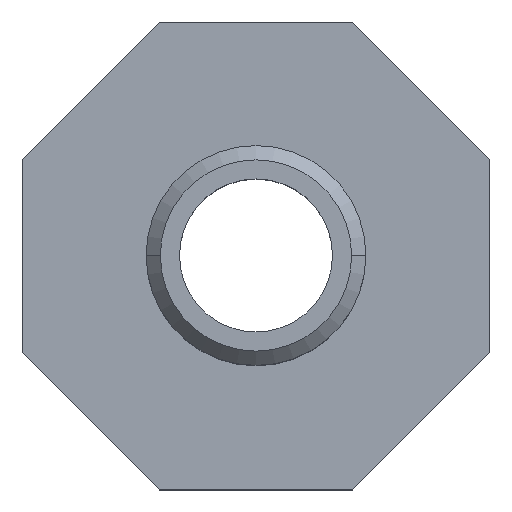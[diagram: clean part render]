
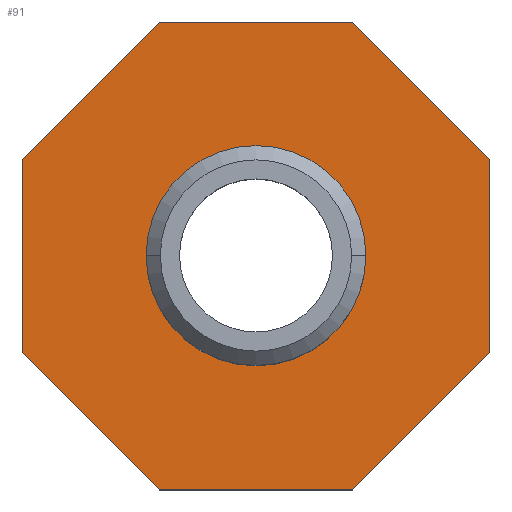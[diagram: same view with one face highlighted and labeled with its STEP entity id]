
A CAD part, top view. The second image highlights one B-rep face of the part: STEP entity #91.
In plain terms, the highlighted planar face has unit normal (0, 0, 1).
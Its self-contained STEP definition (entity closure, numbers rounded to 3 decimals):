
#91=ADVANCED_FACE('',(#180,#181),#182,.T.);
#180=FACE_BOUND('',#264,.T.);
#181=FACE_OUTER_BOUND('',#265,.T.);
#182=PLANE('',#266);
#264=EDGE_LOOP('',(#451,#452));
#265=EDGE_LOOP('',(#453,#454,#455,#456,#457,#458,#459,#460));
#266=AXIS2_PLACEMENT_3D('',#461,#462,#463);
#451=ORIENTED_EDGE('',*,*,#520,.T.);
#452=ORIENTED_EDGE('',*,*,#488,.T.);
#453=ORIENTED_EDGE('',*,*,#532,.F.);
#454=ORIENTED_EDGE('',*,*,#554,.F.);
#455=ORIENTED_EDGE('',*,*,#551,.F.);
#456=ORIENTED_EDGE('',*,*,#548,.F.);
#457=ORIENTED_EDGE('',*,*,#545,.F.);
#458=ORIENTED_EDGE('',*,*,#542,.F.);
#459=ORIENTED_EDGE('',*,*,#539,.F.);
#460=ORIENTED_EDGE('',*,*,#536,.F.);
#461=CARTESIAN_POINT('',(0.,0.,20.6));
#462=DIRECTION('',(0.0,0.0,1.0));
#463=DIRECTION('',(1.0,0.0,0.0));
#488=EDGE_CURVE('',#573,#570,#574,.T.);
#520=EDGE_CURVE('',#570,#573,#617,.T.);
#532=EDGE_CURVE('',#637,#638,#639,.T.);
#536=EDGE_CURVE('',#638,#643,#644,.T.);
#539=EDGE_CURVE('',#643,#647,#648,.T.);
#542=EDGE_CURVE('',#647,#651,#652,.T.);
#545=EDGE_CURVE('',#651,#655,#656,.T.);
#548=EDGE_CURVE('',#655,#659,#660,.T.);
#551=EDGE_CURVE('',#659,#663,#664,.T.);
#554=EDGE_CURVE('',#663,#637,#667,.T.);
#570=VERTEX_POINT('',#685);
#573=VERTEX_POINT('',#689);
#574=CIRCLE('',#690,6.58);
#617=CIRCLE('',#742,6.58);
#637=VERTEX_POINT('',#770);
#638=VERTEX_POINT('',#771);
#639=LINE('',#772,#773);
#643=VERTEX_POINT('',#779);
#644=LINE('',#780,#781);
#647=VERTEX_POINT('',#785);
#648=LINE('',#786,#787);
#651=VERTEX_POINT('',#791);
#652=LINE('',#792,#793);
#655=VERTEX_POINT('',#797);
#656=LINE('',#798,#799);
#659=VERTEX_POINT('',#803);
#660=LINE('',#804,#805);
#663=VERTEX_POINT('',#809);
#664=LINE('',#810,#811);
#667=LINE('',#815,#816);
#685=CARTESIAN_POINT('',(-6.58,0.0,20.6));
#689=CARTESIAN_POINT('',(6.58,0.,20.6));
#690=AXIS2_PLACEMENT_3D('',#831,#832,#833);
#742=AXIS2_PLACEMENT_3D('',#879,#880,#881);
#770=CARTESIAN_POINT('',(14.0,-5.799,20.6));
#771=CARTESIAN_POINT('',(5.799,-14.0,20.6));
#772=CARTESIAN_POINT('',(5.799,-14.0,20.6));
#773=VECTOR('',#893,1.0);
#779=CARTESIAN_POINT('',(-5.799,-14.0,20.6));
#780=CARTESIAN_POINT('',(-5.799,-14.0,20.6));
#781=VECTOR('',#896,1.0);
#785=CARTESIAN_POINT('',(-14.0,-5.799,20.6));
#786=CARTESIAN_POINT('',(-14.0,-5.799,20.6));
#787=VECTOR('',#898,1.0);
#791=CARTESIAN_POINT('',(-14.0,5.799,20.6));
#792=CARTESIAN_POINT('',(-14.0,5.799,20.6));
#793=VECTOR('',#900,1.0);
#797=CARTESIAN_POINT('',(-5.799,14.0,20.6));
#798=CARTESIAN_POINT('',(-5.799,14.0,20.6));
#799=VECTOR('',#902,1.0);
#803=CARTESIAN_POINT('',(5.799,14.0,20.6));
#804=CARTESIAN_POINT('',(5.799,14.0,20.6));
#805=VECTOR('',#904,1.0);
#809=CARTESIAN_POINT('',(14.0,5.799,20.6));
#810=CARTESIAN_POINT('',(14.0,5.799,20.6));
#811=VECTOR('',#906,1.0);
#815=CARTESIAN_POINT('',(14.0,-5.799,20.6));
#816=VECTOR('',#908,1.0);
#831=CARTESIAN_POINT('',(0.0,0.0,20.6));
#832=DIRECTION('',(-0.0,0.0,-1.0));
#833=DIRECTION('',(-1.0,0.0,0.0));
#879=CARTESIAN_POINT('',(0.0,0.0,20.6));
#880=DIRECTION('',(-0.0,0.0,-1.0));
#881=DIRECTION('',(-1.0,0.0,0.0));
#893=DIRECTION('',(-0.707,-0.707,-0.0));
#896=DIRECTION('',(-1.0,-0.0,-0.0));
#898=DIRECTION('',(-0.707,0.707,0.0));
#900=DIRECTION('',(0.0,1.0,0.0));
#902=DIRECTION('',(0.707,0.707,0.0));
#904=DIRECTION('',(1.0,0.0,0.0));
#906=DIRECTION('',(0.707,-0.707,0.0));
#908=DIRECTION('',(-0.0,-1.0,-0.0));
